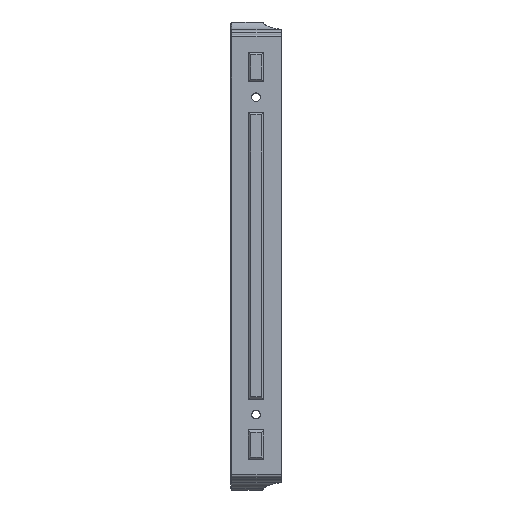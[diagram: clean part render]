
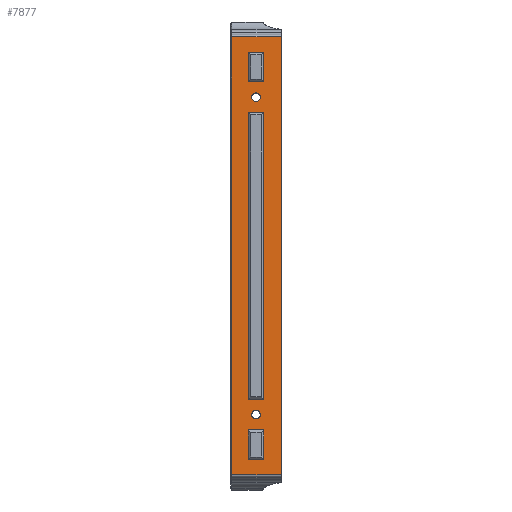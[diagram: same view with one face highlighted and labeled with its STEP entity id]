
A CAD part, top view. The second image highlights one B-rep face of the part: STEP entity #7877.
In plain terms, the highlighted planar face has unit normal (0, 0, 1).
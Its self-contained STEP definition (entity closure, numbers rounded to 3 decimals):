
#83=FACE_BOUND('',#1244,.T.);
#84=FACE_BOUND('',#1245,.T.);
#85=FACE_BOUND('',#1246,.T.);
#86=FACE_BOUND('',#1247,.T.);
#87=FACE_BOUND('',#1248,.T.);
#831=FACE_OUTER_BOUND('',#1243,.T.);
#1243=EDGE_LOOP('',(#6842,#6843,#6844,#6845));
#1244=EDGE_LOOP('',(#6846));
#1245=EDGE_LOOP('',(#6847));
#1246=EDGE_LOOP('',(#6848,#6849,#6850,#6851));
#1247=EDGE_LOOP('',(#6852,#6853,#6854,#6855));
#1248=EDGE_LOOP('',(#6856,#6857,#6858,#6859));
#1835=LINE('',#14058,#2501);
#1884=LINE('',#14252,#2550);
#1885=LINE('',#14256,#2551);
#1886=LINE('',#14257,#2552);
#1887=LINE('',#14260,#2553);
#1888=LINE('',#14262,#2554);
#1889=LINE('',#14264,#2555);
#1890=LINE('',#14265,#2556);
#1891=LINE('',#14268,#2557);
#1892=LINE('',#14270,#2558);
#1893=LINE('',#14272,#2559);
#1894=LINE('',#14273,#2560);
#1895=LINE('',#14276,#2561);
#1896=LINE('',#14278,#2562);
#1897=LINE('',#14280,#2563);
#1898=LINE('',#14281,#2564);
#2501=VECTOR('',#10239,10.);
#2550=VECTOR('',#10406,10.);
#2551=VECTOR('',#10411,10.);
#2552=VECTOR('',#10412,10.);
#2553=VECTOR('',#10413,10.);
#2554=VECTOR('',#10414,10.);
#2555=VECTOR('',#10415,10.);
#2556=VECTOR('',#10416,10.);
#2557=VECTOR('',#10417,10.);
#2558=VECTOR('',#10418,10.);
#2559=VECTOR('',#10419,10.);
#2560=VECTOR('',#10420,10.);
#2561=VECTOR('',#10421,10.);
#2562=VECTOR('',#10422,10.);
#2563=VECTOR('',#10423,10.);
#2564=VECTOR('',#10424,10.);
#2765=CIRCLE('',#8187,1.7);
#2768=CIRCLE('',#8195,1.7);
#3327=VERTEX_POINT('',#12775);
#3334=VERTEX_POINT('',#12814);
#3623=VERTEX_POINT('',#14053);
#3624=VERTEX_POINT('',#14057);
#3666=VERTEX_POINT('',#14251);
#3667=VERTEX_POINT('',#14255);
#3668=VERTEX_POINT('',#14258);
#3669=VERTEX_POINT('',#14259);
#3670=VERTEX_POINT('',#14261);
#3671=VERTEX_POINT('',#14263);
#3672=VERTEX_POINT('',#14266);
#3673=VERTEX_POINT('',#14267);
#3674=VERTEX_POINT('',#14269);
#3675=VERTEX_POINT('',#14271);
#3676=VERTEX_POINT('',#14274);
#3677=VERTEX_POINT('',#14275);
#3678=VERTEX_POINT('',#14277);
#3679=VERTEX_POINT('',#14279);
#4228=EDGE_CURVE('',#3327,#3327,#2765,.T.);
#4239=EDGE_CURVE('',#3334,#3334,#2768,.T.);
#4717=EDGE_CURVE('',#3623,#3624,#1835,.T.);
#4795=EDGE_CURVE('',#3624,#3666,#1884,.T.);
#4797=EDGE_CURVE('',#3623,#3667,#1885,.T.);
#4798=EDGE_CURVE('',#3667,#3666,#1886,.T.);
#4799=EDGE_CURVE('',#3668,#3669,#1887,.T.);
#4800=EDGE_CURVE('',#3669,#3670,#1888,.T.);
#4801=EDGE_CURVE('',#3670,#3671,#1889,.T.);
#4802=EDGE_CURVE('',#3671,#3668,#1890,.T.);
#4803=EDGE_CURVE('',#3672,#3673,#1891,.T.);
#4804=EDGE_CURVE('',#3673,#3674,#1892,.T.);
#4805=EDGE_CURVE('',#3674,#3675,#1893,.T.);
#4806=EDGE_CURVE('',#3675,#3672,#1894,.T.);
#4807=EDGE_CURVE('',#3676,#3677,#1895,.T.);
#4808=EDGE_CURVE('',#3677,#3678,#1896,.T.);
#4809=EDGE_CURVE('',#3678,#3679,#1897,.T.);
#4810=EDGE_CURVE('',#3679,#3676,#1898,.T.);
#6842=ORIENTED_EDGE('',*,*,#4717,.F.);
#6843=ORIENTED_EDGE('',*,*,#4797,.T.);
#6844=ORIENTED_EDGE('',*,*,#4798,.T.);
#6845=ORIENTED_EDGE('',*,*,#4795,.F.);
#6846=ORIENTED_EDGE('',*,*,#4228,.T.);
#6847=ORIENTED_EDGE('',*,*,#4239,.T.);
#6848=ORIENTED_EDGE('',*,*,#4799,.T.);
#6849=ORIENTED_EDGE('',*,*,#4800,.T.);
#6850=ORIENTED_EDGE('',*,*,#4801,.T.);
#6851=ORIENTED_EDGE('',*,*,#4802,.T.);
#6852=ORIENTED_EDGE('',*,*,#4803,.T.);
#6853=ORIENTED_EDGE('',*,*,#4804,.T.);
#6854=ORIENTED_EDGE('',*,*,#4805,.T.);
#6855=ORIENTED_EDGE('',*,*,#4806,.T.);
#6856=ORIENTED_EDGE('',*,*,#4807,.T.);
#6857=ORIENTED_EDGE('',*,*,#4808,.T.);
#6858=ORIENTED_EDGE('',*,*,#4809,.T.);
#6859=ORIENTED_EDGE('',*,*,#4810,.T.);
#7535=PLANE('',#8578);
#7877=ADVANCED_FACE('',(#831,#83,#84,#85,#86,#87),#7535,.T.);
#8187=AXIS2_PLACEMENT_3D('',#12776,#9291,#9292);
#8195=AXIS2_PLACEMENT_3D('',#12815,#9309,#9310);
#8578=AXIS2_PLACEMENT_3D('',#14254,#10409,#10410);
#9291=DIRECTION('center_axis',(0.,0.,-1.));
#9292=DIRECTION('ref_axis',(-1.,0.,0.));
#9309=DIRECTION('center_axis',(0.,0.,-1.));
#9310=DIRECTION('ref_axis',(-1.,0.,0.));
#10239=DIRECTION('',(0.,1.,0.));
#10406=DIRECTION('',(1.,0.,0.));
#10409=DIRECTION('center_axis',(0.,0.,1.));
#10410=DIRECTION('ref_axis',(0.,-1.,0.));
#10411=DIRECTION('',(1.,0.,0.));
#10412=DIRECTION('',(0.,1.,0.));
#10413=DIRECTION('',(1.,0.,0.));
#10414=DIRECTION('',(0.,-1.,0.));
#10415=DIRECTION('',(-1.,0.,0.));
#10416=DIRECTION('',(0.,1.,0.));
#10417=DIRECTION('',(1.,0.,0.));
#10418=DIRECTION('',(0.,-1.,0.));
#10419=DIRECTION('',(-1.,0.,0.));
#10420=DIRECTION('',(0.,1.,0.));
#10421=DIRECTION('',(1.,0.,0.));
#10422=DIRECTION('',(0.,-1.,0.));
#10423=DIRECTION('',(-1.,0.,0.));
#10424=DIRECTION('',(0.,1.,0.));
#12775=CARTESIAN_POINT('',(323.5,229.5,-58.096));
#12776=CARTESIAN_POINT('Origin',(321.8,229.5,-58.096));
#12814=CARTESIAN_POINT('',(323.5,104.5,-58.096));
#12815=CARTESIAN_POINT('Origin',(321.8,104.5,-58.096));
#14053=CARTESIAN_POINT('',(312.2,80.81,-58.096));
#14057=CARTESIAN_POINT('',(312.2,253.19,-58.096));
#14058=CARTESIAN_POINT('',(312.2,210.095,-58.096));
#14251=CARTESIAN_POINT('',(331.8,253.19,-58.096));
#14252=CARTESIAN_POINT('',(311.8,253.19,-58.096));
#14254=CARTESIAN_POINT('Origin',(311.8,253.19,-58.096));
#14255=CARTESIAN_POINT('',(331.8,80.81,-58.096));
#14256=CARTESIAN_POINT('',(311.8,80.81,-58.096));
#14257=CARTESIAN_POINT('',(331.8,210.095,-58.096));
#14258=CARTESIAN_POINT('',(318.8,98.5,-58.096));
#14259=CARTESIAN_POINT('',(324.8,98.5,-58.096));
#14260=CARTESIAN_POINT('',(318.3,98.5,-58.096));
#14261=CARTESIAN_POINT('',(324.8,86.81,-58.096));
#14262=CARTESIAN_POINT('',(324.8,170.,-58.096));
#14263=CARTESIAN_POINT('',(318.8,86.81,-58.096));
#14264=CARTESIAN_POINT('',(315.3,86.81,-58.096));
#14265=CARTESIAN_POINT('',(318.8,175.845,-58.096));
#14266=CARTESIAN_POINT('',(318.8,223.5,-58.096));
#14267=CARTESIAN_POINT('',(324.8,223.5,-58.096));
#14268=CARTESIAN_POINT('',(318.3,223.5,-58.096));
#14269=CARTESIAN_POINT('',(324.8,110.5,-58.096));
#14270=CARTESIAN_POINT('',(324.8,181.845,-58.096));
#14271=CARTESIAN_POINT('',(318.8,110.5,-58.096));
#14272=CARTESIAN_POINT('',(315.3,110.5,-58.096));
#14273=CARTESIAN_POINT('',(318.8,238.345,-58.096));
#14274=CARTESIAN_POINT('',(318.8,247.19,-58.096));
#14275=CARTESIAN_POINT('',(324.8,247.19,-58.096));
#14276=CARTESIAN_POINT('',(318.3,247.19,-58.096));
#14277=CARTESIAN_POINT('',(324.8,235.5,-58.096));
#14278=CARTESIAN_POINT('',(324.8,244.345,-58.096));
#14279=CARTESIAN_POINT('',(318.8,235.5,-58.096));
#14280=CARTESIAN_POINT('',(315.3,235.5,-58.096));
#14281=CARTESIAN_POINT('',(318.8,250.19,-58.096));
